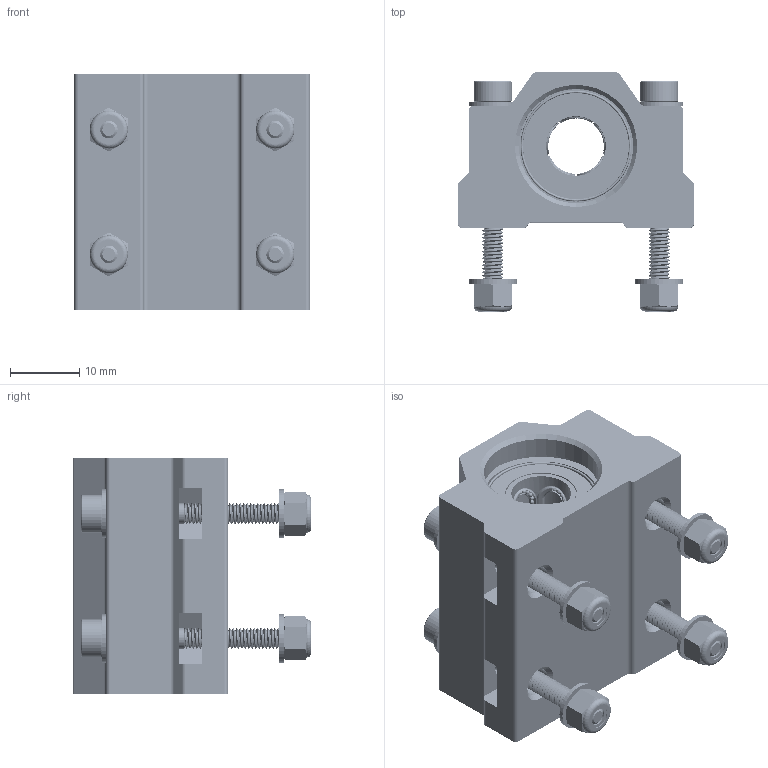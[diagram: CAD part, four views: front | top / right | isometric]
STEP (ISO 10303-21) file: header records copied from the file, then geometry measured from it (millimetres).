
FILE_DESCRIPTION(/* description */ (''),/* implementation_level */ '2;1');
FILE_NAME(/* name */ 'Bed bearing assembly.step',/* time_stamp */ '2018-03-31T21:30:11+02:00',/* author */ ('boelle'),/* organization */ (''),/* preprocessor_version */ 'ST-DEVELOPER v16.13',/* originating_system */ 'Autodesk Translation Framework v6.5.0.72',/* authorisation */ '');
FILE_SCHEMA (('AUTOMOTIVE_DESIGN { 1 0 10303 214 3 1 1 }'));
Products named in the file (23): Bed bearing assembly; Linear_Bearing_Block_v12 (1); LM8UU; 61205K75; M3 Washer; M3 Washer_1; M3 Washer_2; M3 Washer_3; M3x30; M3x30_1; M3x30_2; M3x30_3; 91502A111; M3 Lock Nut; M3 Lock Nut_1; M3 Lock Nut_2; M3 Lock Nut_3; 90576A102; M3 Washer_4; M3 Washer_5; M3 Washer_6; M3 Washer_7; 98269A420
Assembly tree (35 placements, depth 3):
  Bed bearing assembly
    Linear_Bearing_Block_v12 (1)
    LM8UU
      61205K75
    M3 Washer
      98269A420
    M3 Washer_1
      98269A420
    M3 Washer_2
      98269A420
    M3 Washer_3
      98269A420
    M3x30
      91502A111
    M3x30_1
      91502A111
    M3x30_2
      91502A111
    M3x30_3
      91502A111
    M3 Lock Nut
      90576A102
    M3 Lock Nut_1
      90576A102
    M3 Lock Nut_2
      90576A102
    M3 Lock Nut_3
      90576A102
    M3 Washer_4
      98269A420
    M3 Washer_5
      98269A420
    M3 Washer_6
      98269A420
    M3 Washer_7
      98269A420
Bounding box: 34 x 34.43 x 34 mm (x, y, z)
Volume: 17805 mm3; surface area: 13598.8 mm2
Topology: 22 solids, 22 shells, 1190 faces, 3119 edges, 2135 vertices
Faces by surface type: cylinder 580, plane 179, sphere 175, cone 170, bspline 72, torus 14
Full cylindrical faces by diameter (mm): 2.35 x140, 2.538 x4, 2.594 x24, 3 x164, 3.2 x8, 3.352 x4, 4.1 x8, 5.5 x4, 7 x8, 8.615 x2, 10.007 x2, 10.355 x2, 12.5 x1, 14.609 x2, 15.2 x2, 15.304 x2, 16 x3, 16.5 x2, 18.9 x1
Entity records: 46284 total; most frequent: CARTESIAN_POINT 29650, ORIENTED_EDGE 3388, DIRECTION 2936, EDGE_CURVE 1694, AXIS2_PLACEMENT_3D 1250, VERTEX_POINT 1212, EDGE_LOOP 1166, FACE_OUTER_BOUND 682
